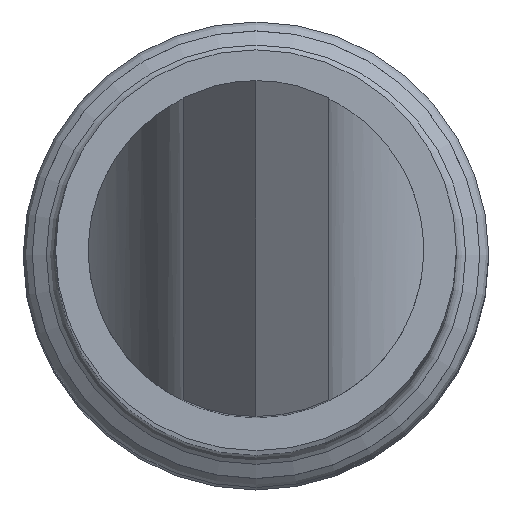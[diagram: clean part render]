
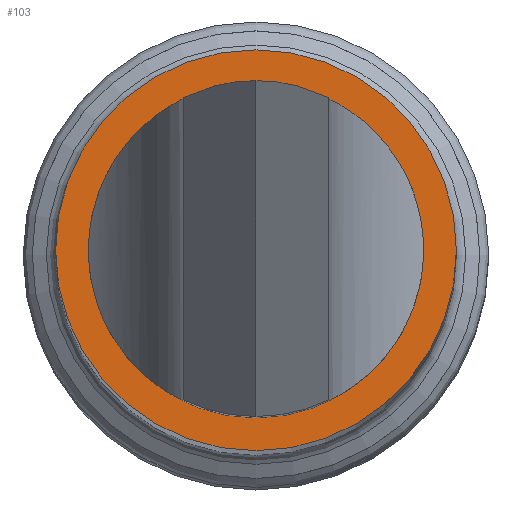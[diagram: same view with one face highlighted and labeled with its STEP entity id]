
A CAD part, top view. The second image highlights one B-rep face of the part: STEP entity #103.
In plain terms, the highlighted planar face has unit normal (0, 0, 1).
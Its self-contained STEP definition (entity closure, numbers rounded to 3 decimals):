
#103=ADVANCED_FACE('',(#392,#394),#396,.T.);
#392=FACE_BOUND('',#393,.T.);
#393=EDGE_LOOP('',(#661));
#394=FACE_BOUND('',#395,.T.);
#395=EDGE_LOOP('',(#662));
#396=PLANE('',#397);
#397=AXIS2_PLACEMENT_3D('',#398,#399,#400);
#398=CARTESIAN_POINT('',(0.,0.,55.));
#399=DIRECTION('',(0.,0.,1.));
#400=DIRECTION('',(-1.,0.,0.));
#661=ORIENTED_EDGE('',*,*,#735,.F.);
#662=ORIENTED_EDGE('',*,*,#734,.F.);
#734=EDGE_CURVE('',#785,#785,#786,.T.);
#735=EDGE_CURVE('',#787,#787,#788,.T.);
#785=VERTEX_POINT('',#1009);
#786=CIRCLE('',#1010,2.3);
#787=VERTEX_POINT('',#1014);
#788=CIRCLE('',#1015,2.75);
#1009=CARTESIAN_POINT('',(0.,2.3,55.));
#1010=AXIS2_PLACEMENT_3D('',#1011,#1012,#1013);
#1011=CARTESIAN_POINT('',(0.,0.,55.));
#1012=DIRECTION('',(0.,0.,1.));
#1013=DIRECTION('',(0.,1.,0.));
#1014=CARTESIAN_POINT('',(-2.75,0.,55.));
#1015=AXIS2_PLACEMENT_3D('',#1016,#1017,#1018);
#1016=CARTESIAN_POINT('',(0.,0.,55.));
#1017=DIRECTION('',(0.,0.,-1.));
#1018=DIRECTION('',(-1.,0.,0.));
